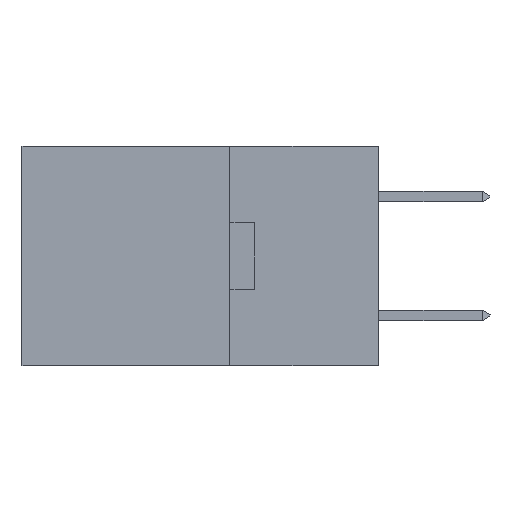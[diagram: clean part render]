
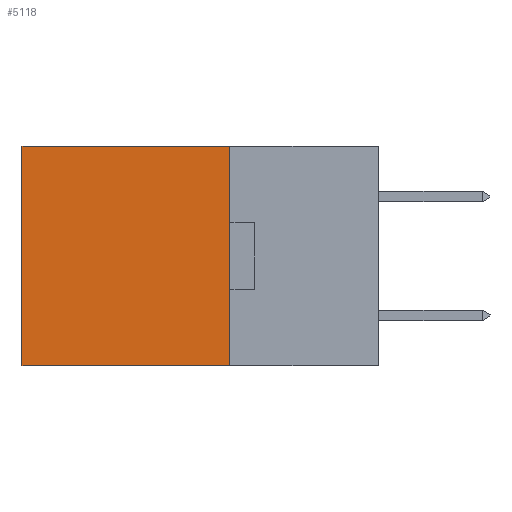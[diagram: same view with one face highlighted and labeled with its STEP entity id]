
A CAD part, left-side view. The second image highlights one B-rep face of the part: STEP entity #5118.
In plain terms, the highlighted planar face has unit normal (-1, 0, 0).
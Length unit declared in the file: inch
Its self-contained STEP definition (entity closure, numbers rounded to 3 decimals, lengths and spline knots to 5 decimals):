
#404 = PLANE ( 'NONE',  #26480 ) ;
#1280 = EDGE_LOOP ( 'NONE', ( #18125, #26050, #12145, #28253 ) ) ;
#2137 = VERTEX_POINT ( 'NONE', #15751 ) ;
#2335 = VERTEX_POINT ( 'NONE', #9693 ) ;
#2628 = DIRECTION ( 'NONE',  ( 0., 0., -1. ) ) ;
#2889 = VECTOR ( 'NONE', #16454, 39.37008 ) ;
#5064 = CARTESIAN_POINT ( 'NONE',  ( 0.2615, 0.25, -0.37 ) ) ;
#5118 = ADVANCED_FACE ( 'NONE', ( #28246 ), #404, .F. ) ;
#5729 = CARTESIAN_POINT ( 'NONE',  ( 0.2615, 0.25, 0. ) ) ;
#7042 = CARTESIAN_POINT ( 'NONE',  ( 0.2615, 0.25, -0.37 ) ) ;
#8676 = VERTEX_POINT ( 'NONE', #14923 ) ;
#8799 = VECTOR ( 'NONE', #22912, 39.37008 ) ;
#9156 = EDGE_CURVE ( 'NONE', #2137, #2335, #14789, .T. ) ;
#9693 = CARTESIAN_POINT ( 'NONE',  ( 0.2615, 0.6, 0. ) ) ;
#10836 = VECTOR ( 'NONE', #26657, 39.37008 ) ;
#10856 = EDGE_CURVE ( 'NONE', #2335, #8676, #16770, .T. ) ;
#11093 = CARTESIAN_POINT ( 'NONE',  ( 0.2615, 0.25, -0.37 ) ) ;
#12145 = ORIENTED_EDGE ( 'NONE', *, *, #27567, .F. ) ;
#14044 = VECTOR ( 'NONE', #24459, 39.37008 ) ;
#14789 = LINE ( 'NONE', #5729, #2889 ) ;
#14923 = CARTESIAN_POINT ( 'NONE',  ( 0.2615, 0.6, -0.37 ) ) ;
#15467 = CARTESIAN_POINT ( 'NONE',  ( 0.2615, 0.6, -0.37 ) ) ;
#15751 = CARTESIAN_POINT ( 'NONE',  ( 0.2615, 0.25, 0. ) ) ;
#16021 = DIRECTION ( 'NONE',  ( 1., 0., 0. ) ) ;
#16454 = DIRECTION ( 'NONE',  ( 0., 1., 0. ) ) ;
#16770 = LINE ( 'NONE', #15467, #10836 ) ;
#18125 = ORIENTED_EDGE ( 'NONE', *, *, #10856, .T. ) ;
#20661 = LINE ( 'NONE', #5064, #8799 ) ;
#21354 = VERTEX_POINT ( 'NONE', #28467 ) ;
#22912 = DIRECTION ( 'NONE',  ( 0., 1., 0. ) ) ;
#24459 = DIRECTION ( 'NONE',  ( 0., 0., -1. ) ) ;
#25300 = EDGE_CURVE ( 'NONE', #21354, #8676, #20661, .T. ) ;
#25886 = LINE ( 'NONE', #11093, #14044 ) ;
#26050 = ORIENTED_EDGE ( 'NONE', *, *, #25300, .F. ) ;
#26480 = AXIS2_PLACEMENT_3D ( 'NONE', #7042, #16021, #2628 ) ;
#26657 = DIRECTION ( 'NONE',  ( 0., 0., -1. ) ) ;
#27567 = EDGE_CURVE ( 'NONE', #2137, #21354, #25886, .T. ) ;
#28246 = FACE_OUTER_BOUND ( 'NONE', #1280, .T. ) ;
#28253 = ORIENTED_EDGE ( 'NONE', *, *, #9156, .T. ) ;
#28467 = CARTESIAN_POINT ( 'NONE',  ( 0.2615, 0.25, -0.37 ) ) ;
